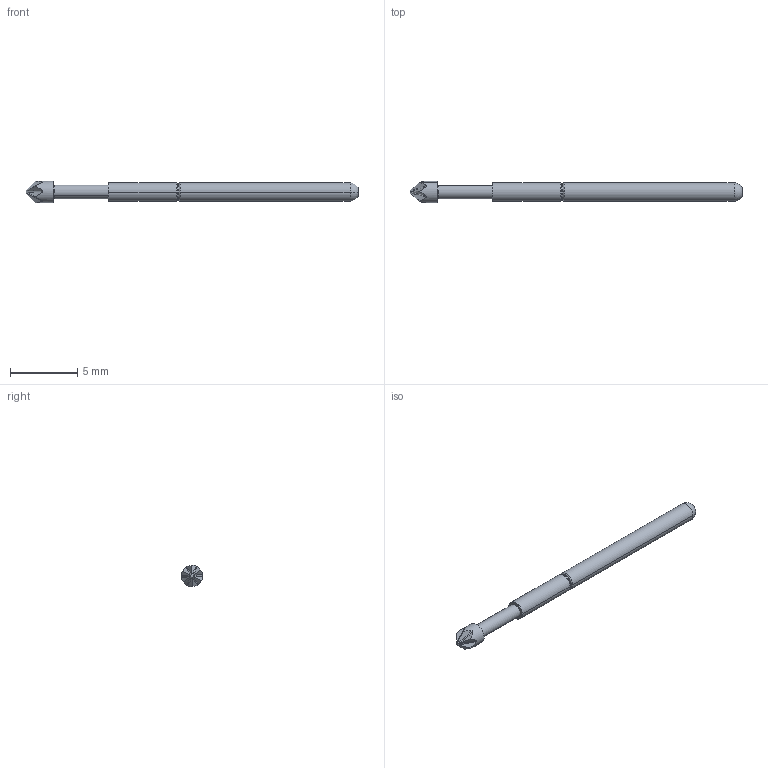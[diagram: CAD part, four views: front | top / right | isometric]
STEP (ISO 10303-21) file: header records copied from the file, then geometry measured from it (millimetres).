
FILE_DESCRIPTION (( 'STEP AP214' ), '1' );
FILE_NAME ('100-PL_1606_.STEP', '2016-05-10T14:43:59', ( 'spare' ), ( '' ), 'SwSTEP 2.0', 'SolidWorks 2016', '' );
FILE_SCHEMA (( 'AUTOMOTIVE_DESIGN' ));
Length unit declared in the file: inch
Products named in the file (1): 100-PL_1606_
Bounding box: 24.64 x 1.58 x 1.58 mm (x, y, z)
Volume: 32.9 mm3; surface area: 104.6 mm2
Topology: 1 solids, 1 shells, 49 faces, 122 edges, 76 vertices
Faces by surface type: cylinder 16, bspline 12, torus 8, cone 6, plane 5, sphere 2
Entity records: 2261 total; most frequent: CARTESIAN_POINT 506, ORIENTED_EDGE 236, DIRECTION 218, EDGE_CURVE 118, AXIS2_PLACEMENT_3D 98, VERTEX_POINT 74, CIRCLE 60, UNCERTAINTY_MEASURE_WITH_UNIT 52
